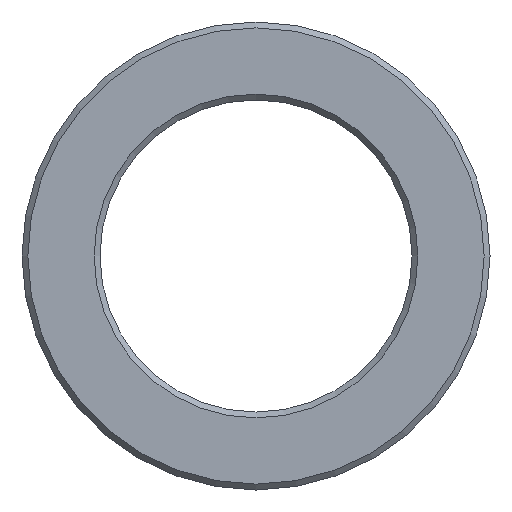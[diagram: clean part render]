
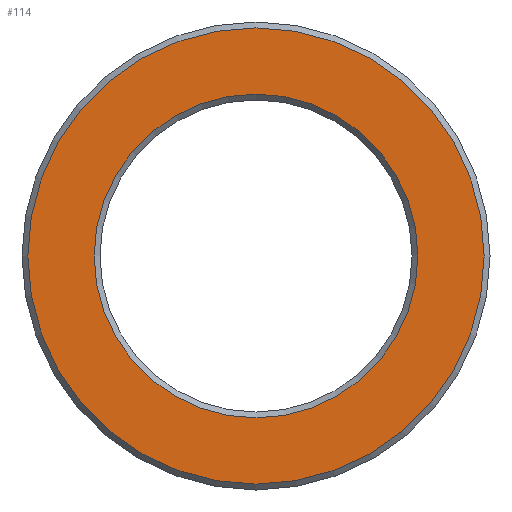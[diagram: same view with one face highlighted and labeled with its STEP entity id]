
A CAD part, front view. The second image highlights one B-rep face of the part: STEP entity #114.
In plain terms, the highlighted planar face has unit normal (0, -1, 0).
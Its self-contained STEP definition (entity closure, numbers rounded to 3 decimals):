
#17=FACE_BOUND('',#31,.T.);
#19=PLANE('',#138);
#22=FACE_OUTER_BOUND('',#30,.T.);
#30=EDGE_LOOP('',(#85));
#31=EDGE_LOOP('',(#86));
#52=CIRCLE('',#137,4.15);
#53=CIRCLE('',#139,5.85);
#60=VERTEX_POINT('',#195);
#61=VERTEX_POINT('',#199);
#69=EDGE_CURVE('',#60,#60,#52,.T.);
#70=EDGE_CURVE('',#61,#61,#53,.T.);
#85=ORIENTED_EDGE('',*,*,#70,.F.);
#86=ORIENTED_EDGE('',*,*,#69,.F.);
#114=ADVANCED_FACE('',(#22,#17),#19,.F.);
#137=AXIS2_PLACEMENT_3D('',#197,#158,#159);
#138=AXIS2_PLACEMENT_3D('',#198,#160,#161);
#139=AXIS2_PLACEMENT_3D('',#200,#162,#163);
#158=DIRECTION('center_axis',(0.,-1.,0.));
#159=DIRECTION('ref_axis',(1.,0.,0.));
#160=DIRECTION('center_axis',(0.,1.,0.));
#161=DIRECTION('ref_axis',(1.,0.,0.));
#162=DIRECTION('center_axis',(0.,1.,0.));
#163=DIRECTION('ref_axis',(1.,0.,0.));
#195=CARTESIAN_POINT('',(-4.15,0.,0.));
#197=CARTESIAN_POINT('Origin',(0.,0.,0.));
#198=CARTESIAN_POINT('Origin',(0.,0.,0.));
#199=CARTESIAN_POINT('',(-5.85,0.,0.));
#200=CARTESIAN_POINT('Origin',(0.,0.,0.));
